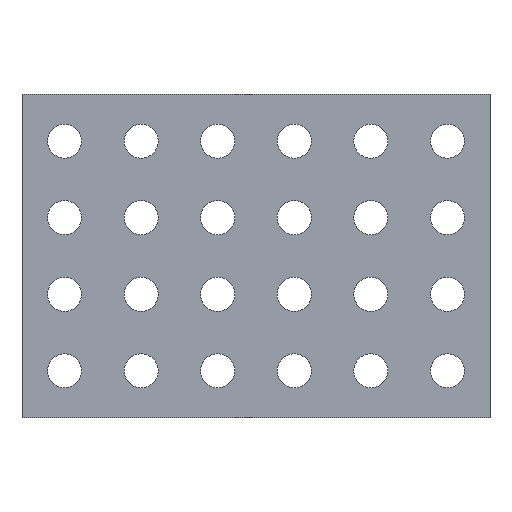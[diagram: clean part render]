
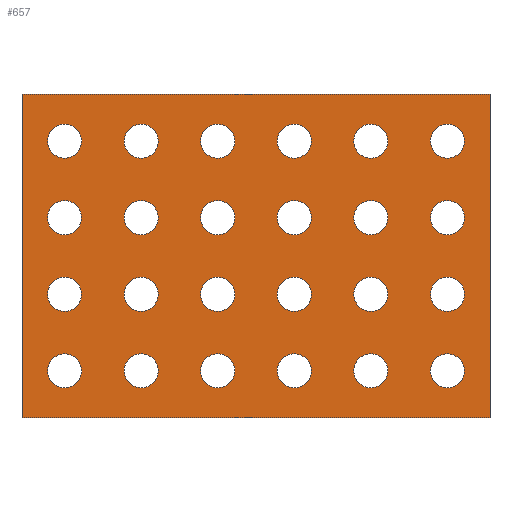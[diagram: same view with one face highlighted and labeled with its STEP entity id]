
A CAD part, top view. The second image highlights one B-rep face of the part: STEP entity #657.
In plain terms, the highlighted planar face has unit normal (0, 0, 1).
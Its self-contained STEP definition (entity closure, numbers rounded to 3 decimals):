
#15=FACE_BOUND('',#128,.T.);
#16=FACE_BOUND('',#129,.T.);
#17=FACE_BOUND('',#130,.T.);
#18=FACE_BOUND('',#131,.T.);
#19=FACE_BOUND('',#132,.T.);
#20=FACE_BOUND('',#133,.T.);
#21=FACE_BOUND('',#134,.T.);
#22=FACE_BOUND('',#135,.T.);
#23=FACE_BOUND('',#136,.T.);
#24=FACE_BOUND('',#137,.T.);
#25=FACE_BOUND('',#138,.T.);
#26=FACE_BOUND('',#139,.T.);
#27=FACE_BOUND('',#140,.T.);
#28=FACE_BOUND('',#141,.T.);
#29=FACE_BOUND('',#142,.T.);
#30=FACE_BOUND('',#143,.T.);
#31=FACE_BOUND('',#144,.T.);
#32=FACE_BOUND('',#145,.T.);
#33=FACE_BOUND('',#146,.T.);
#34=FACE_BOUND('',#147,.T.);
#35=FACE_BOUND('',#148,.T.);
#36=FACE_BOUND('',#149,.T.);
#37=FACE_BOUND('',#150,.T.);
#38=FACE_BOUND('',#151,.T.);
#67=PLANE('',#749);
#97=FACE_OUTER_BOUND('',#127,.T.);
#127=EDGE_LOOP('',(#549,#550,#551,#552));
#128=EDGE_LOOP('',(#553));
#129=EDGE_LOOP('',(#554));
#130=EDGE_LOOP('',(#555));
#131=EDGE_LOOP('',(#556));
#132=EDGE_LOOP('',(#557));
#133=EDGE_LOOP('',(#558));
#134=EDGE_LOOP('',(#559));
#135=EDGE_LOOP('',(#560));
#136=EDGE_LOOP('',(#561));
#137=EDGE_LOOP('',(#562));
#138=EDGE_LOOP('',(#563));
#139=EDGE_LOOP('',(#564));
#140=EDGE_LOOP('',(#565));
#141=EDGE_LOOP('',(#566));
#142=EDGE_LOOP('',(#567));
#143=EDGE_LOOP('',(#568));
#144=EDGE_LOOP('',(#569));
#145=EDGE_LOOP('',(#570));
#146=EDGE_LOOP('',(#571));
#147=EDGE_LOOP('',(#572));
#148=EDGE_LOOP('',(#573));
#149=EDGE_LOOP('',(#574));
#150=EDGE_LOOP('',(#575));
#151=EDGE_LOOP('',(#576));
#203=LINE('',#1097,#239);
#206=LINE('',#1103,#242);
#209=LINE('',#1109,#245);
#212=LINE('',#1113,#248);
#239=VECTOR('',#925,10.);
#242=VECTOR('',#930,10.);
#245=VECTOR('',#935,10.);
#248=VECTOR('',#940,10.);
#249=CIRCLE('',#674,4.);
#251=CIRCLE('',#677,4.);
#253=CIRCLE('',#680,4.);
#255=CIRCLE('',#683,4.);
#257=CIRCLE('',#686,4.);
#259=CIRCLE('',#689,4.);
#261=CIRCLE('',#692,4.);
#263=CIRCLE('',#695,4.);
#265=CIRCLE('',#698,4.);
#267=CIRCLE('',#701,4.);
#269=CIRCLE('',#704,4.);
#271=CIRCLE('',#707,4.);
#273=CIRCLE('',#710,4.);
#275=CIRCLE('',#713,4.);
#277=CIRCLE('',#716,4.);
#279=CIRCLE('',#719,4.);
#281=CIRCLE('',#722,4.);
#283=CIRCLE('',#725,4.);
#285=CIRCLE('',#728,4.);
#287=CIRCLE('',#731,4.);
#289=CIRCLE('',#734,4.);
#291=CIRCLE('',#737,4.);
#293=CIRCLE('',#740,4.);
#295=CIRCLE('',#743,4.);
#297=VERTEX_POINT('',#947);
#299=VERTEX_POINT('',#953);
#301=VERTEX_POINT('',#959);
#303=VERTEX_POINT('',#965);
#305=VERTEX_POINT('',#971);
#307=VERTEX_POINT('',#977);
#309=VERTEX_POINT('',#983);
#311=VERTEX_POINT('',#989);
#313=VERTEX_POINT('',#995);
#315=VERTEX_POINT('',#1001);
#317=VERTEX_POINT('',#1007);
#319=VERTEX_POINT('',#1013);
#321=VERTEX_POINT('',#1019);
#323=VERTEX_POINT('',#1025);
#325=VERTEX_POINT('',#1031);
#327=VERTEX_POINT('',#1037);
#329=VERTEX_POINT('',#1043);
#331=VERTEX_POINT('',#1049);
#333=VERTEX_POINT('',#1055);
#335=VERTEX_POINT('',#1061);
#337=VERTEX_POINT('',#1067);
#339=VERTEX_POINT('',#1073);
#341=VERTEX_POINT('',#1079);
#343=VERTEX_POINT('',#1085);
#347=VERTEX_POINT('',#1094);
#348=VERTEX_POINT('',#1096);
#350=VERTEX_POINT('',#1102);
#352=VERTEX_POINT('',#1108);
#353=EDGE_CURVE('',#297,#297,#249,.T.);
#356=EDGE_CURVE('',#299,#299,#251,.T.);
#359=EDGE_CURVE('',#301,#301,#253,.T.);
#362=EDGE_CURVE('',#303,#303,#255,.T.);
#365=EDGE_CURVE('',#305,#305,#257,.T.);
#368=EDGE_CURVE('',#307,#307,#259,.T.);
#371=EDGE_CURVE('',#309,#309,#261,.T.);
#374=EDGE_CURVE('',#311,#311,#263,.T.);
#377=EDGE_CURVE('',#313,#313,#265,.T.);
#380=EDGE_CURVE('',#315,#315,#267,.T.);
#383=EDGE_CURVE('',#317,#317,#269,.T.);
#386=EDGE_CURVE('',#319,#319,#271,.T.);
#389=EDGE_CURVE('',#321,#321,#273,.T.);
#392=EDGE_CURVE('',#323,#323,#275,.T.);
#395=EDGE_CURVE('',#325,#325,#277,.T.);
#398=EDGE_CURVE('',#327,#327,#279,.T.);
#401=EDGE_CURVE('',#329,#329,#281,.T.);
#404=EDGE_CURVE('',#331,#331,#283,.T.);
#407=EDGE_CURVE('',#333,#333,#285,.T.);
#410=EDGE_CURVE('',#335,#335,#287,.T.);
#413=EDGE_CURVE('',#337,#337,#289,.T.);
#416=EDGE_CURVE('',#339,#339,#291,.T.);
#419=EDGE_CURVE('',#341,#341,#293,.T.);
#422=EDGE_CURVE('',#343,#343,#295,.T.);
#427=EDGE_CURVE('',#348,#347,#203,.T.);
#430=EDGE_CURVE('',#350,#348,#206,.T.);
#433=EDGE_CURVE('',#352,#350,#209,.T.);
#436=EDGE_CURVE('',#347,#352,#212,.T.);
#549=ORIENTED_EDGE('',*,*,#436,.T.);
#550=ORIENTED_EDGE('',*,*,#433,.T.);
#551=ORIENTED_EDGE('',*,*,#430,.T.);
#552=ORIENTED_EDGE('',*,*,#427,.T.);
#553=ORIENTED_EDGE('',*,*,#353,.T.);
#554=ORIENTED_EDGE('',*,*,#356,.T.);
#555=ORIENTED_EDGE('',*,*,#359,.T.);
#556=ORIENTED_EDGE('',*,*,#362,.T.);
#557=ORIENTED_EDGE('',*,*,#365,.T.);
#558=ORIENTED_EDGE('',*,*,#368,.T.);
#559=ORIENTED_EDGE('',*,*,#371,.T.);
#560=ORIENTED_EDGE('',*,*,#374,.T.);
#561=ORIENTED_EDGE('',*,*,#377,.T.);
#562=ORIENTED_EDGE('',*,*,#380,.T.);
#563=ORIENTED_EDGE('',*,*,#383,.T.);
#564=ORIENTED_EDGE('',*,*,#386,.T.);
#565=ORIENTED_EDGE('',*,*,#389,.T.);
#566=ORIENTED_EDGE('',*,*,#392,.T.);
#567=ORIENTED_EDGE('',*,*,#395,.T.);
#568=ORIENTED_EDGE('',*,*,#398,.T.);
#569=ORIENTED_EDGE('',*,*,#401,.T.);
#570=ORIENTED_EDGE('',*,*,#404,.T.);
#571=ORIENTED_EDGE('',*,*,#407,.T.);
#572=ORIENTED_EDGE('',*,*,#410,.T.);
#573=ORIENTED_EDGE('',*,*,#413,.T.);
#574=ORIENTED_EDGE('',*,*,#416,.T.);
#575=ORIENTED_EDGE('',*,*,#419,.T.);
#576=ORIENTED_EDGE('',*,*,#422,.T.);
#657=ADVANCED_FACE('',(#97,#15,#16,#17,#18,#19,#20,#21,#22,#23,#24,#25,
#26,#27,#28,#29,#30,#31,#32,#33,#34,#35,#36,#37,#38),#67,.T.);
#674=AXIS2_PLACEMENT_3D('',#948,#755,#756);
#677=AXIS2_PLACEMENT_3D('',#954,#762,#763);
#680=AXIS2_PLACEMENT_3D('',#960,#769,#770);
#683=AXIS2_PLACEMENT_3D('',#966,#776,#777);
#686=AXIS2_PLACEMENT_3D('',#972,#783,#784);
#689=AXIS2_PLACEMENT_3D('',#978,#790,#791);
#692=AXIS2_PLACEMENT_3D('',#984,#797,#798);
#695=AXIS2_PLACEMENT_3D('',#990,#804,#805);
#698=AXIS2_PLACEMENT_3D('',#996,#811,#812);
#701=AXIS2_PLACEMENT_3D('',#1002,#818,#819);
#704=AXIS2_PLACEMENT_3D('',#1008,#825,#826);
#707=AXIS2_PLACEMENT_3D('',#1014,#832,#833);
#710=AXIS2_PLACEMENT_3D('',#1020,#839,#840);
#713=AXIS2_PLACEMENT_3D('',#1026,#846,#847);
#716=AXIS2_PLACEMENT_3D('',#1032,#853,#854);
#719=AXIS2_PLACEMENT_3D('',#1038,#860,#861);
#722=AXIS2_PLACEMENT_3D('',#1044,#867,#868);
#725=AXIS2_PLACEMENT_3D('',#1050,#874,#875);
#728=AXIS2_PLACEMENT_3D('',#1056,#881,#882);
#731=AXIS2_PLACEMENT_3D('',#1062,#888,#889);
#734=AXIS2_PLACEMENT_3D('',#1068,#895,#896);
#737=AXIS2_PLACEMENT_3D('',#1074,#902,#903);
#740=AXIS2_PLACEMENT_3D('',#1080,#909,#910);
#743=AXIS2_PLACEMENT_3D('',#1086,#916,#917);
#749=AXIS2_PLACEMENT_3D('',#1114,#941,#942);
#755=DIRECTION('center_axis',(0.,0.,-1.));
#756=DIRECTION('ref_axis',(-1.,0.,0.));
#762=DIRECTION('center_axis',(0.,0.,-1.));
#763=DIRECTION('ref_axis',(-1.,0.,0.));
#769=DIRECTION('center_axis',(0.,0.,-1.));
#770=DIRECTION('ref_axis',(-1.,0.,0.));
#776=DIRECTION('center_axis',(0.,0.,-1.));
#777=DIRECTION('ref_axis',(-1.,0.,0.));
#783=DIRECTION('center_axis',(0.,0.,-1.));
#784=DIRECTION('ref_axis',(-1.,0.,0.));
#790=DIRECTION('center_axis',(0.,0.,-1.));
#791=DIRECTION('ref_axis',(-1.,0.,0.));
#797=DIRECTION('center_axis',(0.,0.,-1.));
#798=DIRECTION('ref_axis',(-1.,0.,0.));
#804=DIRECTION('center_axis',(0.,0.,-1.));
#805=DIRECTION('ref_axis',(-1.,0.,0.));
#811=DIRECTION('center_axis',(0.,0.,-1.));
#812=DIRECTION('ref_axis',(-1.,0.,0.));
#818=DIRECTION('center_axis',(0.,0.,-1.));
#819=DIRECTION('ref_axis',(-1.,0.,0.));
#825=DIRECTION('center_axis',(0.,0.,-1.));
#826=DIRECTION('ref_axis',(-1.,0.,0.));
#832=DIRECTION('center_axis',(0.,0.,-1.));
#833=DIRECTION('ref_axis',(-1.,0.,0.));
#839=DIRECTION('center_axis',(0.,0.,-1.));
#840=DIRECTION('ref_axis',(-1.,0.,0.));
#846=DIRECTION('center_axis',(0.,0.,-1.));
#847=DIRECTION('ref_axis',(-1.,0.,0.));
#853=DIRECTION('center_axis',(0.,0.,-1.));
#854=DIRECTION('ref_axis',(-1.,0.,0.));
#860=DIRECTION('center_axis',(0.,0.,-1.));
#861=DIRECTION('ref_axis',(-1.,0.,0.));
#867=DIRECTION('center_axis',(0.,0.,-1.));
#868=DIRECTION('ref_axis',(-1.,0.,0.));
#874=DIRECTION('center_axis',(0.,0.,-1.));
#875=DIRECTION('ref_axis',(-1.,0.,0.));
#881=DIRECTION('center_axis',(0.,0.,-1.));
#882=DIRECTION('ref_axis',(-1.,0.,0.));
#888=DIRECTION('center_axis',(0.,0.,-1.));
#889=DIRECTION('ref_axis',(-1.,0.,0.));
#895=DIRECTION('center_axis',(0.,0.,-1.));
#896=DIRECTION('ref_axis',(-1.,0.,0.));
#902=DIRECTION('center_axis',(0.,0.,-1.));
#903=DIRECTION('ref_axis',(-1.,0.,0.));
#909=DIRECTION('center_axis',(0.,0.,-1.));
#910=DIRECTION('ref_axis',(-1.,0.,0.));
#916=DIRECTION('center_axis',(0.,0.,-1.));
#917=DIRECTION('ref_axis',(-1.,0.,0.));
#925=DIRECTION('',(-1.,0.,0.));
#930=DIRECTION('',(0.,1.,0.));
#935=DIRECTION('',(1.,0.,0.));
#940=DIRECTION('',(0.,-1.,0.));
#941=DIRECTION('center_axis',(0.,0.,1.));
#942=DIRECTION('ref_axis',(1.,0.,0.));
#947=CARTESIAN_POINT('',(50.,11.,2.));
#948=CARTESIAN_POINT('Origin',(46.,11.,2.));
#953=CARTESIAN_POINT('',(104.,29.,2.));
#954=CARTESIAN_POINT('Origin',(100.,29.,2.));
#959=CARTESIAN_POINT('',(32.,29.,2.));
#960=CARTESIAN_POINT('Origin',(28.,29.,2.));
#965=CARTESIAN_POINT('',(68.,47.,2.));
#966=CARTESIAN_POINT('Origin',(64.,47.,2.));
#971=CARTESIAN_POINT('',(104.,65.,2.));
#972=CARTESIAN_POINT('Origin',(100.,65.,2.));
#977=CARTESIAN_POINT('',(32.,65.,2.));
#978=CARTESIAN_POINT('Origin',(28.,65.,2.));
#983=CARTESIAN_POINT('',(50.,65.,2.));
#984=CARTESIAN_POINT('Origin',(46.,65.,2.));
#989=CARTESIAN_POINT('',(14.,47.,2.));
#990=CARTESIAN_POINT('Origin',(10.,47.,2.));
#995=CARTESIAN_POINT('',(86.,47.,2.));
#996=CARTESIAN_POINT('Origin',(82.,47.,2.));
#1001=CARTESIAN_POINT('',(50.,29.,2.));
#1002=CARTESIAN_POINT('Origin',(46.,29.,2.));
#1007=CARTESIAN_POINT('',(104.,11.,2.));
#1008=CARTESIAN_POINT('Origin',(100.,11.,2.));
#1013=CARTESIAN_POINT('',(32.,11.,2.));
#1014=CARTESIAN_POINT('Origin',(28.,11.,2.));
#1019=CARTESIAN_POINT('',(68.,11.,2.));
#1020=CARTESIAN_POINT('Origin',(64.,11.,2.));
#1025=CARTESIAN_POINT('',(86.,29.,2.));
#1026=CARTESIAN_POINT('Origin',(82.,29.,2.));
#1031=CARTESIAN_POINT('',(14.,29.,2.));
#1032=CARTESIAN_POINT('Origin',(10.,29.,2.));
#1037=CARTESIAN_POINT('',(50.,47.,2.));
#1038=CARTESIAN_POINT('Origin',(46.,47.,2.));
#1043=CARTESIAN_POINT('',(86.,65.,2.));
#1044=CARTESIAN_POINT('Origin',(82.,65.,2.));
#1049=CARTESIAN_POINT('',(14.,65.,2.));
#1050=CARTESIAN_POINT('Origin',(10.,65.,2.));
#1055=CARTESIAN_POINT('',(68.,65.,2.));
#1056=CARTESIAN_POINT('Origin',(64.,65.,2.));
#1061=CARTESIAN_POINT('',(32.,47.,2.));
#1062=CARTESIAN_POINT('Origin',(28.,47.,2.));
#1067=CARTESIAN_POINT('',(104.,47.,2.));
#1068=CARTESIAN_POINT('Origin',(100.,47.,2.));
#1073=CARTESIAN_POINT('',(68.,29.,2.));
#1074=CARTESIAN_POINT('Origin',(64.,29.,2.));
#1079=CARTESIAN_POINT('',(86.,11.,2.));
#1080=CARTESIAN_POINT('Origin',(82.,11.,2.));
#1085=CARTESIAN_POINT('',(14.,11.,2.));
#1086=CARTESIAN_POINT('Origin',(10.,11.,2.));
#1094=CARTESIAN_POINT('',(0.,76.,2.));
#1096=CARTESIAN_POINT('',(110.,76.,2.));
#1097=CARTESIAN_POINT('',(110.,76.,2.));
#1102=CARTESIAN_POINT('',(110.,0.,2.));
#1103=CARTESIAN_POINT('',(110.,0.,2.));
#1108=CARTESIAN_POINT('',(0.,0.,2.));
#1109=CARTESIAN_POINT('',(0.,0.,2.));
#1113=CARTESIAN_POINT('',(0.,76.,2.));
#1114=CARTESIAN_POINT('Origin',(55.,38.,2.));
